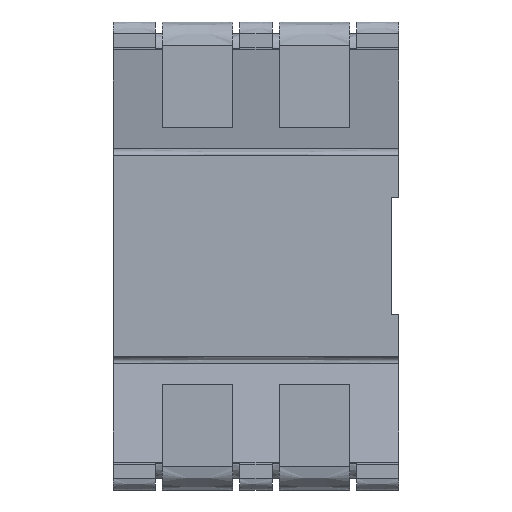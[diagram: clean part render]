
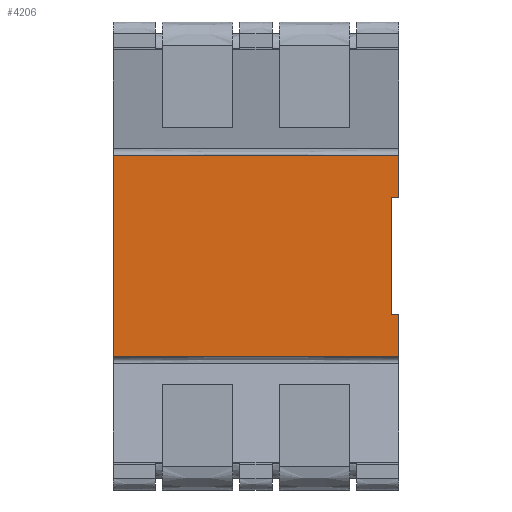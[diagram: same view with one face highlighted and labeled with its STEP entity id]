
A CAD part, front view. The second image highlights one B-rep face of the part: STEP entity #4206.
In plain terms, the highlighted free-form (B-spline) face has degree [1, 1] with [2, 2] control points.
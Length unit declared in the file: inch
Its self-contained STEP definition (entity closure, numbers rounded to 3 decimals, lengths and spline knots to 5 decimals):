
#1068=DIRECTION('',(0.,0.,-1.));
#1069=VECTOR('',#1068,0.05);
#1070=CARTESIAN_POINT('',(0.058,-0.032,0.025));
#1071=LINE('',#1070,#1069);
#1075=DIRECTION('',(-1.,0.,0.));
#1076=VECTOR('',#1075,0.003);
#1077=CARTESIAN_POINT('',(0.061,-0.032,-0.025));
#1078=LINE('',#1077,#1076);
#1082=DIRECTION('',(0.,0.,-1.));
#1083=VECTOR('',#1082,0.018);
#1084=CARTESIAN_POINT('',(0.061,-0.032,-0.025));
#1085=LINE('',#1084,#1083);
#1089=DIRECTION('',(0.,0.,1.));
#1090=VECTOR('',#1089,0.086);
#1091=CARTESIAN_POINT('',(-0.061,-0.032,-0.043));
#1092=LINE('',#1091,#1090);
#1096=DIRECTION('',(0.,0.,-1.));
#1097=VECTOR('',#1096,0.018);
#1098=CARTESIAN_POINT('',(0.061,-0.032,0.043));
#1099=LINE('',#1098,#1097);
#1103=DIRECTION('',(-1.,0.,0.));
#1104=VECTOR('',#1103,0.003);
#1105=CARTESIAN_POINT('',(0.061,-0.032,0.025));
#1106=LINE('',#1105,#1104);
#1110=DIRECTION('',(1.,0.,0.));
#1111=VECTOR('',#1110,0.122);
#1112=CARTESIAN_POINT('',(-0.061,-0.032,-0.043));
#1113=LINE('',#1112,#1111);
#1124=DIRECTION('',(1.,0.,0.));
#1125=VECTOR('',#1124,0.122);
#1126=CARTESIAN_POINT('',(-0.061,-0.032,0.043));
#1127=LINE('',#1126,#1125);
#2849=CARTESIAN_POINT('',(-0.061,-0.032,-0.043));
#2851=VERTEX_POINT('',#2849);
#2863=CARTESIAN_POINT('',(0.061,-0.032,-0.043));
#2865=VERTEX_POINT('',#2863);
#2877=CARTESIAN_POINT('',(-0.061,-0.032,0.043));
#2879=VERTEX_POINT('',#2877);
#2895=CARTESIAN_POINT('',(0.061,-0.032,0.043));
#2897=VERTEX_POINT('',#2895);
#3065=CARTESIAN_POINT('',(0.061,-0.032,0.025));
#3067=VERTEX_POINT('',#3065);
#3069=CARTESIAN_POINT('',(0.061,-0.032,-0.025));
#3071=VERTEX_POINT('',#3069);
#3073=CARTESIAN_POINT('',(0.058,-0.032,0.025));
#3074=CARTESIAN_POINT('',(0.058,-0.032,-0.025));
#3075=VERTEX_POINT('',#3073);
#3076=VERTEX_POINT('',#3074);
#4188=CARTESIAN_POINT('',(-0.06344,-0.032,0.04472));
#4189=CARTESIAN_POINT('',(0.06344,-0.032,0.04472));
#4190=CARTESIAN_POINT('',(-0.06344,-0.032,-0.04472));
#4191=CARTESIAN_POINT('',(0.06344,-0.032,-0.04472));
#4192=B_SPLINE_SURFACE_WITH_KNOTS('',1,1,((#4188,#4189),(#4190,#4191)),
.UNSPECIFIED.,.F.,.F.,.F.,(2,2),(2,2),(-0.04472,0.04472),(-0.00244,0.12444),
.UNSPECIFIED.);
#4193=ORIENTED_EDGE('',*,*,#4179,.T.);
#4195=ORIENTED_EDGE('',*,*,#4194,.F.);
#4196=ORIENTED_EDGE('',*,*,#4155,.T.);
#4198=ORIENTED_EDGE('',*,*,#4197,.F.);
#4199=ORIENTED_EDGE('',*,*,#3346,.T.);
#4201=ORIENTED_EDGE('',*,*,#4200,.T.);
#4202=ORIENTED_EDGE('',*,*,#4116,.T.);
#4203=ORIENTED_EDGE('',*,*,#4169,.T.);
#4204=EDGE_LOOP('',(#4193,#4195,#4196,#4198,#4199,#4201,#4202,#4203));
#4205=FACE_OUTER_BOUND('',#4204,.F.);
#4206=ADVANCED_FACE('',(#4205),#4192,.T.);
#3346=EDGE_CURVE('',#2851,#2879,#1092,.T.);
#4116=EDGE_CURVE('',#2897,#3067,#1099,.T.);
#4155=EDGE_CURVE('',#3071,#2865,#1085,.T.);
#4169=EDGE_CURVE('',#3067,#3075,#1106,.T.);
#4179=EDGE_CURVE('',#3075,#3076,#1071,.T.);
#4194=EDGE_CURVE('',#3071,#3076,#1078,.T.);
#4197=EDGE_CURVE('',#2851,#2865,#1113,.T.);
#4200=EDGE_CURVE('',#2879,#2897,#1127,.T.);
